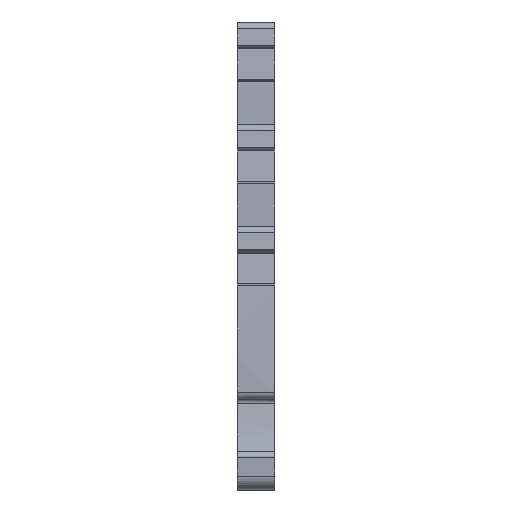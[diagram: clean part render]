
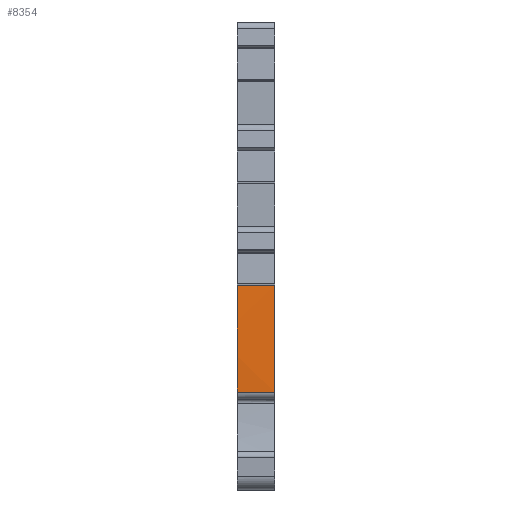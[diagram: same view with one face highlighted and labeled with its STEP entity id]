
A CAD part, front view. The second image highlights one B-rep face of the part: STEP entity #8354.
In plain terms, the highlighted cylindrical face has radius 151.052 mm (diameter 302.104 mm), a partial arc.
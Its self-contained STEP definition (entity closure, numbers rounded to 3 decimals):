
#8334=AXIS2_PLACEMENT_3D('Cylinder Axis2P3D',#8331,#8332,#8333) ;
#8338=AXIS2_PLACEMENT_3D('Circle Axis2P3D',#8336,#8337,$) ;
#1028=CARTESIAN_POINT('Vertex',(5.1,1.887,28.054)) ;
#1032=CARTESIAN_POINT('Control Point',(5.1,1.529,13.426)) ;
#1033=CARTESIAN_POINT('Control Point',(5.1,1.459,16.352)) ;
#1034=CARTESIAN_POINT('Control Point',(5.1,1.459,19.28)) ;
#1035=CARTESIAN_POINT('Control Point',(5.1,1.531,22.21)) ;
#1036=CARTESIAN_POINT('Control Point',(5.1,1.674,25.134)) ;
#1037=CARTESIAN_POINT('Control Point',(5.1,1.887,28.054)) ;
#1038=CARTESIAN_POINT('Vertex',(5.1,1.529,13.426)) ;
#8315=CARTESIAN_POINT('Vertex',(0.,1.887,28.054)) ;
#8318=CARTESIAN_POINT('Line Origine',(2.55,1.887,28.054)) ;
#8331=CARTESIAN_POINT('Axis2P3D Location',(2.55,152.538,17.05)) ;
#8336=CARTESIAN_POINT('Axis2P3D Location',(0.,152.538,17.05)) ;
#8340=CARTESIAN_POINT('Vertex',(0.,1.529,13.426)) ;
#8343=CARTESIAN_POINT('Line Origine',(2.55,1.529,13.426)) ;
#8319=DIRECTION('Vector Direction',(-1.,0.,0.)) ;
#8332=DIRECTION('Axis2P3D Direction',(-1.,0.,0.)) ;
#8333=DIRECTION('Axis2P3D XDirection',(0.,-1.,-0.024)) ;
#8337=DIRECTION('Axis2P3D Direction',(-1.,0.,0.)) ;
#8344=DIRECTION('Vector Direction',(-1.,0.,0.)) ;
#8320=VECTOR('Line Direction',#8319,1.) ;
#8345=VECTOR('Line Direction',#8344,1.) ;
#8349=ORIENTED_EDGE('',*,*,#8342,.F.) ;
#8350=ORIENTED_EDGE('',*,*,#8347,.T.) ;
#8351=ORIENTED_EDGE('',*,*,#1040,.T.) ;
#8352=ORIENTED_EDGE('',*,*,#8322,.F.) ;
#8354=ADVANCED_FACE('MLD',(#8353),#8335,.T.) ;
#1031=B_SPLINE_CURVE_WITH_KNOTS('',5,(#1032,#1033,#1034,#1035,#1036,#1037),.UNSPECIFIED.,.F.,.U.,(6,6),(0.,20.697),.UNSPECIFIED.) ;
#8339=CIRCLE('generated circle',#8338,151.052) ;
#8335=CYLINDRICAL_SURFACE('generated cylinder',#8334,151.052) ;
#1040=EDGE_CURVE('',#1039,#1029,#1031,.T.) ;
#8322=EDGE_CURVE('',#8316,#1029,#8321,.F.) ;
#8342=EDGE_CURVE('',#8341,#8316,#8339,.T.) ;
#8347=EDGE_CURVE('',#8341,#1039,#8346,.F.) ;
#8348=EDGE_LOOP('',(#8349,#8350,#8351,#8352)) ;
#8353=FACE_OUTER_BOUND('',#8348,.T.) ;
#8321=LINE('Line',#8318,#8320) ;
#8346=LINE('Line',#8343,#8345) ;
#1029=VERTEX_POINT('',#1028) ;
#1039=VERTEX_POINT('',#1038) ;
#8316=VERTEX_POINT('',#8315) ;
#8341=VERTEX_POINT('',#8340) ;
